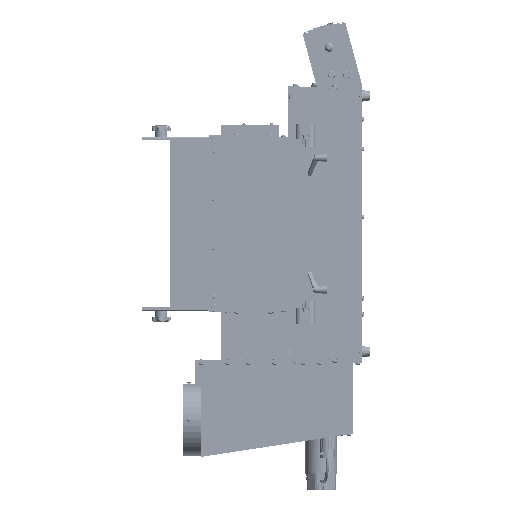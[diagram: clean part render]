
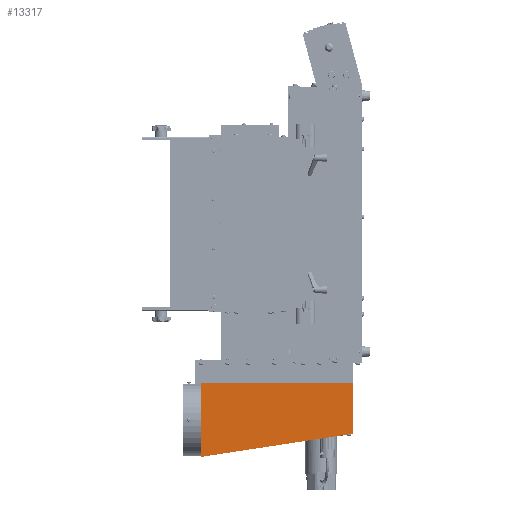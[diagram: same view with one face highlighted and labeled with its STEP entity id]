
A CAD part, left-side view. The second image highlights one B-rep face of the part: STEP entity #13317.
In plain terms, the highlighted planar face has unit normal (-1, 0, 0).
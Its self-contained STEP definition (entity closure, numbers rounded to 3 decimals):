
#9114 = ORIENTED_EDGE ( 'NONE', *, *, #227651, .T. ) ;
#10374 = DIRECTION ( 'NONE',  ( 0., -1., 0. ) ) ;
#13317 = ADVANCED_FACE ( 'NONE', ( #111469 ), #171948, .T. ) ;
#22226 = ORIENTED_EDGE ( 'NONE', *, *, #193686, .T. ) ;
#24635 = LINE ( 'NONE', #187995, #221249 ) ;
#30743 = CARTESIAN_POINT ( 'NONE',  ( -11.478, 6.007, -12.218 ) ) ;
#31155 = DIRECTION ( 'NONE',  ( 0., -0.988, 0.151 ) ) ;
#50097 = ORIENTED_EDGE ( 'NONE', *, *, #163718, .F. ) ;
#54356 = CARTESIAN_POINT ( 'NONE',  ( -11.478, 18.394, -8.208 ) ) ;
#74151 = DIRECTION ( 'NONE',  ( -1., 0., 0. ) ) ;
#77637 = CARTESIAN_POINT ( 'NONE',  ( -11.478, 18.507, -8.034 ) ) ;
#91570 = ORIENTED_EDGE ( 'NONE', *, *, #130490, .T. ) ;
#98328 = LINE ( 'NONE', #245738, #196458 ) ;
#111469 = FACE_OUTER_BOUND ( 'NONE', #235958, .T. ) ;
#118160 = VERTEX_POINT ( 'NONE', #77637 ) ;
#130490 = EDGE_CURVE ( 'NONE', #118160, #149812, #223834, .T. ) ;
#134950 = VERTEX_POINT ( 'NONE', #30743 ) ;
#148037 = LINE ( 'NONE', #187374, #160412 ) ;
#149812 = VERTEX_POINT ( 'NONE', #186797 ) ;
#160412 = VECTOR ( 'NONE', #31155, 39.37 ) ;
#161566 = CARTESIAN_POINT ( 'NONE',  ( -11.478, 6.007, -8.034 ) ) ;
#163718 = EDGE_CURVE ( 'NONE', #118160, #201232, #98328, .T. ) ;
#165094 = CARTESIAN_POINT ( 'NONE',  ( -11.478, 18.507, -8.208 ) ) ;
#171577 = VECTOR ( 'NONE', #224363, 39.37 ) ;
#171948 = PLANE ( 'NONE',  #252930 ) ;
#186797 = CARTESIAN_POINT ( 'NONE',  ( -11.478, 18.507, -14.133 ) ) ;
#187374 = CARTESIAN_POINT ( 'NONE',  ( -11.478, 17.509, -13.98 ) ) ;
#187995 = CARTESIAN_POINT ( 'NONE',  ( -11.478, 6.007, -8.208 ) ) ;
#193686 = EDGE_CURVE ( 'NONE', #149812, #134950, #148037, .T. ) ;
#196458 = VECTOR ( 'NONE', #10374, 39.37 ) ;
#201232 = VERTEX_POINT ( 'NONE', #161566 ) ;
#211411 = DIRECTION ( 'NONE',  ( 0., 0., -1. ) ) ;
#221249 = VECTOR ( 'NONE', #226711, 39.37 ) ;
#223834 = LINE ( 'NONE', #165094, #171577 ) ;
#224363 = DIRECTION ( 'NONE',  ( 0., 0., -1. ) ) ;
#226711 = DIRECTION ( 'NONE',  ( 0., 0., 1. ) ) ;
#227651 = EDGE_CURVE ( 'NONE', #134950, #201232, #24635, .T. ) ;
#235958 = EDGE_LOOP ( 'NONE', ( #9114, #50097, #91570, #22226 ) ) ;
#245738 = CARTESIAN_POINT ( 'NONE',  ( -11.478, 18.507, -8.034 ) ) ;
#252930 = AXIS2_PLACEMENT_3D ( 'NONE', #54356, #74151, #211411 ) ;
